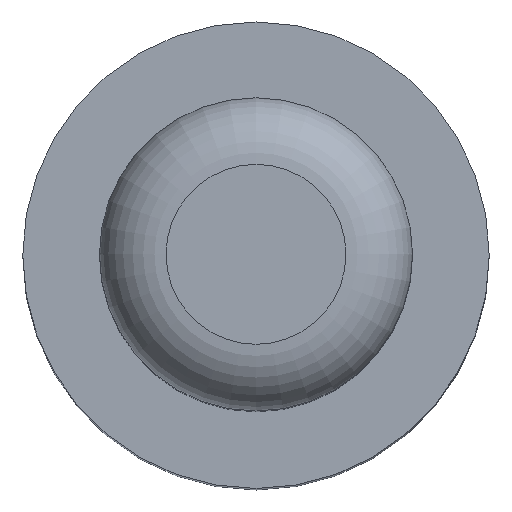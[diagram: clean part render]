
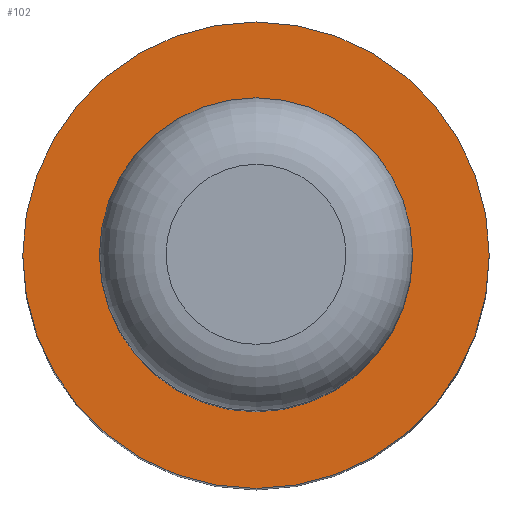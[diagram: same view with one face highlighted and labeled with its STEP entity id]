
A CAD part, top view. The second image highlights one B-rep face of the part: STEP entity #102.
In plain terms, the highlighted planar face has unit normal (0, 0, 1).
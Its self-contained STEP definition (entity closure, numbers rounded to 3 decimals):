
#15=FACE_BOUND('',#44,.T.);
#19=PLANE('',#130);
#35=FACE_OUTER_BOUND('',#43,.T.);
#43=EDGE_LOOP('',(#88));
#44=EDGE_LOOP('',(#89));
#51=CIRCLE('',#124,2.35);
#54=CIRCLE('',#131,3.5);
#58=VERTEX_POINT('',#180);
#61=VERTEX_POINT('',#192);
#67=EDGE_CURVE('',#58,#58,#51,.T.);
#71=EDGE_CURVE('',#61,#61,#54,.T.);
#88=ORIENTED_EDGE('',*,*,#71,.T.);
#89=ORIENTED_EDGE('',*,*,#67,.F.);
#102=ADVANCED_FACE('',(#35,#15),#19,.T.);
#124=AXIS2_PLACEMENT_3D('',#182,#148,#149);
#130=AXIS2_PLACEMENT_3D('',#191,#161,#162);
#131=AXIS2_PLACEMENT_3D('',#193,#163,#164);
#148=DIRECTION('center_axis',(0.,0.,1.));
#149=DIRECTION('ref_axis',(1.,0.,0.));
#161=DIRECTION('center_axis',(0.,0.,1.));
#162=DIRECTION('ref_axis',(1.,0.,0.));
#163=DIRECTION('center_axis',(0.,0.,1.));
#164=DIRECTION('ref_axis',(1.,0.,0.));
#180=CARTESIAN_POINT('',(-2.35,0.,0.));
#182=CARTESIAN_POINT('Origin',(0.,0.,0.));
#191=CARTESIAN_POINT('Origin',(0.,0.,0.));
#192=CARTESIAN_POINT('',(-3.5,0.,0.));
#193=CARTESIAN_POINT('Origin',(0.,0.,0.));
